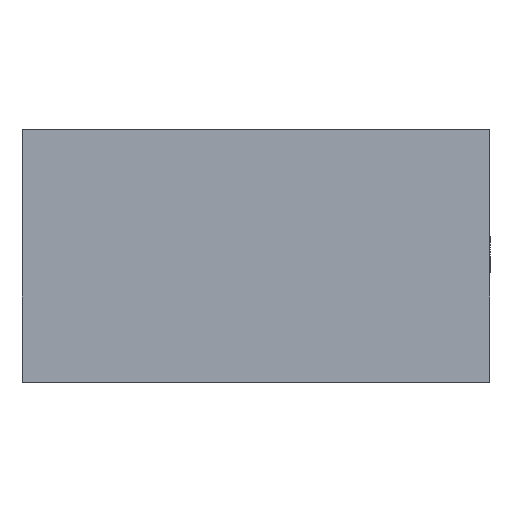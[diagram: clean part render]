
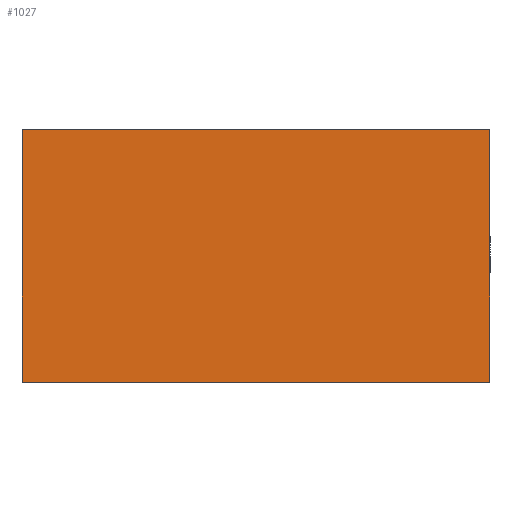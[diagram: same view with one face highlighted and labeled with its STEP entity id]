
A CAD part, top view. The second image highlights one B-rep face of the part: STEP entity #1027.
In plain terms, the highlighted planar face has unit normal (0, 0, 1).
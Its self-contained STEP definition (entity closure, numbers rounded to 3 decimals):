
#31 = EDGE_LOOP ( 'NONE', ( #358, #1056, #80, #316 ) ) ;
#41 = VERTEX_POINT ( 'NONE', #931 ) ;
#80 = ORIENTED_EDGE ( 'NONE', *, *, #149, .F. ) ;
#93 = CARTESIAN_POINT ( 'NONE',  ( -75.8, 50.3, 0. ) ) ;
#104 = PLANE ( 'NONE',  #1015 ) ;
#112 = CARTESIAN_POINT ( 'NONE',  ( -75., -31.5, 0. ) ) ;
#149 = EDGE_CURVE ( 'NONE', #220, #41, #245, .T. ) ;
#190 = CARTESIAN_POINT ( 'NONE',  ( -75.8, 51.431, 0. ) ) ;
#218 = DIRECTION ( 'NONE',  ( 1., 0., 0. ) ) ;
#220 = VERTEX_POINT ( 'NONE', #640 ) ;
#245 = LINE ( 'NONE', #619, #1026 ) ;
#257 = VECTOR ( 'NONE', #218, 1000. ) ;
#310 = CARTESIAN_POINT ( 'NONE',  ( -75., 31.5, 0. ) ) ;
#313 = DIRECTION ( 'NONE',  ( -1., 0., 0. ) ) ;
#316 = ORIENTED_EDGE ( 'NONE', *, *, #407, .F. ) ;
#351 = VERTEX_POINT ( 'NONE', #731 ) ;
#358 = ORIENTED_EDGE ( 'NONE', *, *, #926, .T. ) ;
#385 = EDGE_CURVE ( 'NONE', #351, #41, #668, .T. ) ;
#407 = EDGE_CURVE ( 'NONE', #638, #220, #525, .T. ) ;
#477 = CARTESIAN_POINT ( 'NONE',  ( -75., 50.3, 0. ) ) ;
#510 = VECTOR ( 'NONE', #894, 1000. ) ;
#525 = LINE ( 'NONE', #477, #1038 ) ;
#610 = FACE_OUTER_BOUND ( 'NONE', #31, .T. ) ;
#619 = CARTESIAN_POINT ( 'NONE',  ( 75.8, 51.431, 0. ) ) ;
#638 = VERTEX_POINT ( 'NONE', #93 ) ;
#640 = CARTESIAN_POINT ( 'NONE',  ( 75.8, 50.3, 0. ) ) ;
#668 = LINE ( 'NONE', #112, #257 ) ;
#731 = CARTESIAN_POINT ( 'NONE',  ( -75.8, -31.5, 0. ) ) ;
#754 = DIRECTION ( 'NONE',  ( 0., 0., -1. ) ) ;
#771 = DIRECTION ( 'NONE',  ( 0., -1., 0. ) ) ;
#839 = DIRECTION ( 'NONE',  ( 1., 0., 0. ) ) ;
#894 = DIRECTION ( 'NONE',  ( 0., -1., 0. ) ) ;
#900 = LINE ( 'NONE', #190, #510 ) ;
#926 = EDGE_CURVE ( 'NONE', #638, #351, #900, .T. ) ;
#931 = CARTESIAN_POINT ( 'NONE',  ( 75.8, -31.5, 0. ) ) ;
#1015 = AXIS2_PLACEMENT_3D ( 'NONE', #310, #754, #313 ) ;
#1026 = VECTOR ( 'NONE', #771, 1000. ) ;
#1027 = ADVANCED_FACE ( 'NONE', ( #610 ), #104, .F. ) ;
#1038 = VECTOR ( 'NONE', #839, 1000. ) ;
#1056 = ORIENTED_EDGE ( 'NONE', *, *, #385, .T. ) ;
